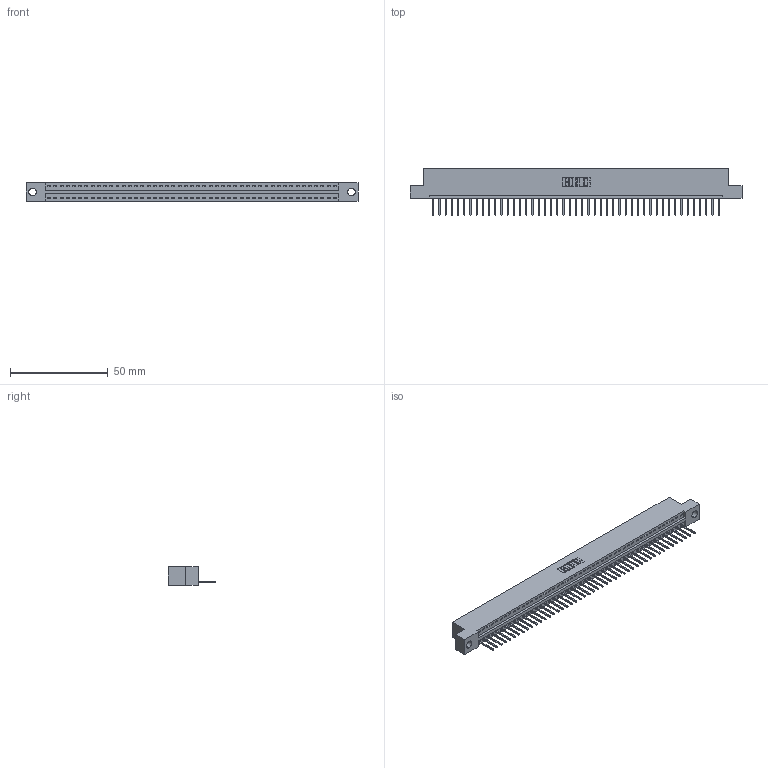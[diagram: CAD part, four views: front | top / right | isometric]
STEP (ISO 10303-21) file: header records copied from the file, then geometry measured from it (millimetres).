
FILE_DESCRIPTION (( 'STEP AP203' ), '1' );
FILE_NAME ('346-047-526-104.STEP', '2018-08-25T07:41:09', ( '' ), ( '' ), 'SwSTEP 2.0', 'SolidWorks 2016', '' );
FILE_SCHEMA (( 'CONFIG_CONTROL_DESIGN' ));
Length unit declared in the file: inch
Products named in the file (3): 346 Part_Flush Mounting Lugs - 0.156 Dia-TH; 345-292-001_345-293-126; 346-047-526-104
Assembly tree (48 placements, depth 2):
  346-047-526-104
    346 Part_Flush Mounting Lugs - 0.156 Dia-TH
    345-292-001_345-293-126  x47
Bounding box: 169.8 x 24.13 x 9.4 mm (x, y, z)
Volume: 16162.7 mm3; surface area: 20014.4 mm2
Topology: 48 solids, 48 shells, 2848 faces, 8601 edges, 5670 vertices
Faces by surface type: plane 1956, cylinder 892
Entity records: 28517 total; most frequent: CARTESIAN_POINT 4893, ORIENTED_EDGE 4874, DIRECTION 4311, EDGE_CURVE 2437, VECTOR 2117, LINE 2117, VERTEX_POINT 1622, AXIS2_PLACEMENT_3D 1097
